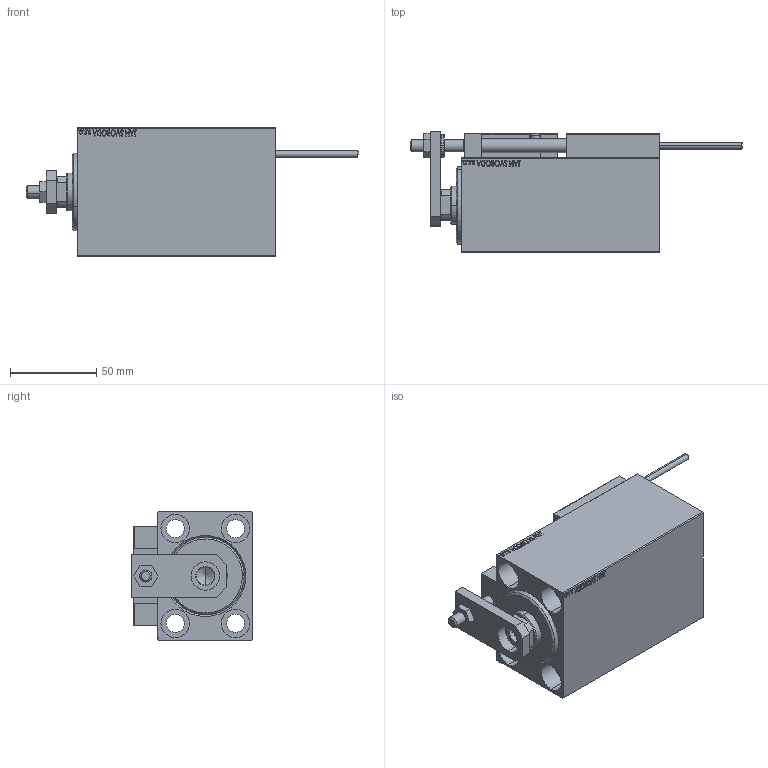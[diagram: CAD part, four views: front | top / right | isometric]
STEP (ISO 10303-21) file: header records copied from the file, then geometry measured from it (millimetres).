
FILE_DESCRIPTION (( 'STEP AP203' ), '1' );
FILE_NAME ('c6da.STEP', '2024-02-12T10:47:26', ( '' ), ( '' ), 'SwSTEP 2.0', 'SolidWorks 2019', '' );
FILE_SCHEMA (( 'CONFIG_CONTROL_DESIGN' ));
Length unit declared in the file: millimetre
Products named in the file (15): SWITCH DIM B,W 9d6f097bdfe393ab73188a2c5673ed80; KONCOVKA 9d6f097bdfe393ab73188a2c5673ed80; SWITCH_X_FRONT_BACK 9d6f097bdfe393ab73188a2c5673ed80; V450CM_C_VCP 9d6f097bdfe393ab73188a2c5673ed80; Block 9d6f097bdfe393ab73188a2c5673ed80; V450CM_C_Body 9d6f097bdfe393ab73188a2c5673ed80; c6da; V450CM_VC_B 9d6f097bdfe393ab73188a2c5673ed80; TYC_L79 9d6f097bdfe393ab73188a2c5673ed80; ZARAZKA 9d6f097bdfe393ab73188a2c5673ed80; SWITCH X 9d6f097bdfe393ab73188a2c5673ed80; ALLEN BOLT D8 9d6f097bdfe393ab73188a2c5673ed80; MAGNET 9d6f097bdfe393ab73188a2c5673ed80; ALLEN BOLT D5 9d6f097bdfe393ab73188a2c5673ed80; NUT_D12 9d6f097bdfe393ab73188a2c5673ed80
Assembly tree (24 placements, depth 3):
  c6da
    V450CM_C_Body 9d6f097bdfe393ab73188a2c5673ed80
    SWITCH X 9d6f097bdfe393ab73188a2c5673ed80
      SWITCH_X_FRONT_BACK 9d6f097bdfe393ab73188a2c5673ed80  x2
      TYC_L79 9d6f097bdfe393ab73188a2c5673ed80
      Block 9d6f097bdfe393ab73188a2c5673ed80  x2
      ALLEN BOLT D5 9d6f097bdfe393ab73188a2c5673ed80  x4
      ALLEN BOLT D8 9d6f097bdfe393ab73188a2c5673ed80  x4
      MAGNET 9d6f097bdfe393ab73188a2c5673ed80  x2
      KONCOVKA 9d6f097bdfe393ab73188a2c5673ed80  x2
    NUT_D12 9d6f097bdfe393ab73188a2c5673ed80
    SWITCH DIM B,W 9d6f097bdfe393ab73188a2c5673ed80
    ZARAZKA 9d6f097bdfe393ab73188a2c5673ed80
    V450CM_C_VCP 9d6f097bdfe393ab73188a2c5673ed80
    V450CM_VC_B 9d6f097bdfe393ab73188a2c5673ed80
Bounding box: 192.7 x 70.5 x 75 mm (x, y, z)
Volume: 451682.5 mm3; surface area: 107287 mm2
Topology: 23 solids, 23 shells, 1272 faces, 3044 edges, 1947 vertices
Faces by surface type: plane 558, bspline 380, cylinder 180, cone 106, torus 44, sphere 4
Entity records: 49883 total; most frequent: CARTESIAN_POINT 25860, ORIENTED_EDGE 5108, DIRECTION 3406, EDGE_CURVE 2554, VERTEX_POINT 1671, VECTOR 1476, LINE 1476, EDGE_LOOP 1179
